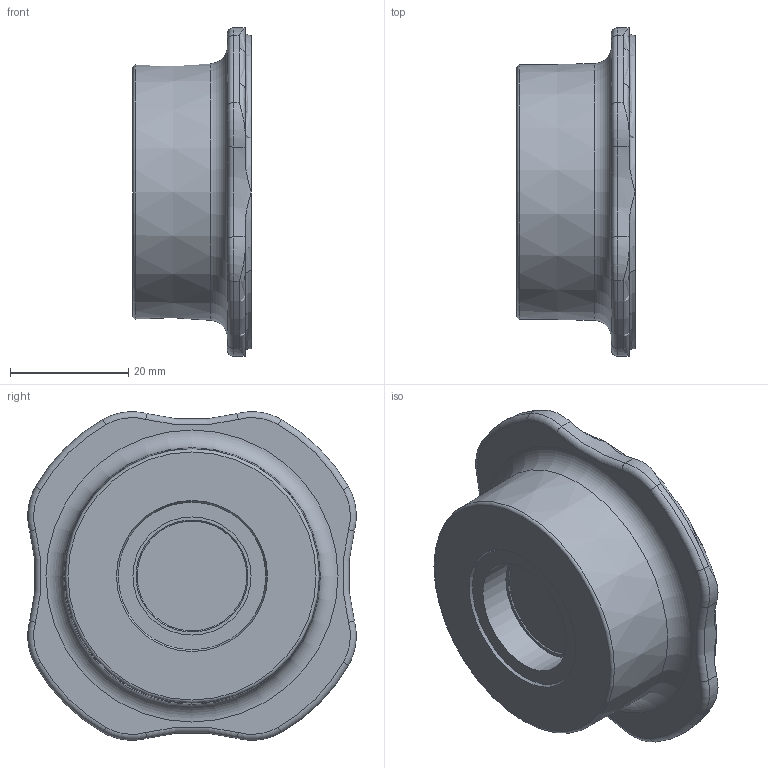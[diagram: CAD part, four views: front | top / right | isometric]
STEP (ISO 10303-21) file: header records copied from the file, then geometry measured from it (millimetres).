
FILE_DESCRIPTION((''),'2;1');
FILE_NAME('98200102.stp','2011-06-30T12:32:39',('frese'),(''),'Autodesk Inventor 2011','Autodesk Inventor 2011','');
FILE_SCHEMA(('AUTOMOTIVE_DESIGN { 1 0 10303 214 1 1 1 1 }'));
Length unit declared in the file: millimetre
Products named in the file (1): 98200102
Bounding box: 20 x 55.62 x 55.62 mm (x, y, z)
Volume: 21173.3 mm3; surface area: 11423.4 mm2
Topology: 1 solids, 4 shells, 135 faces, 339 edges, 217 vertices
Faces by surface type: plane 59, cylinder 39, torus 27, cone 10
Full cylindrical faces by diameter (mm): 2.459 x3, 2.9 x3, 3.3 x3, 5 x3, 20 x1, 25 x1, 33.4 x2, 37.7 x1
Entity records: 3912 total; most frequent: CARTESIAN_POINT 756, DIRECTION 706, ORIENTED_EDGE 584, AXIS2_PLACEMENT_3D 294, EDGE_CURVE 292, VERTEX_POINT 200, EDGE_LOOP 182, CIRCLE 158
